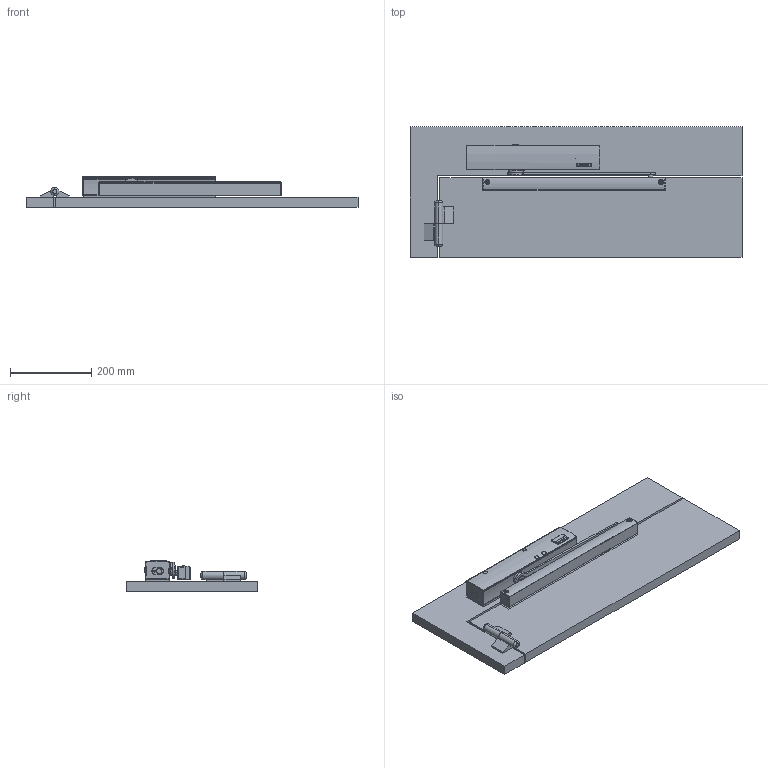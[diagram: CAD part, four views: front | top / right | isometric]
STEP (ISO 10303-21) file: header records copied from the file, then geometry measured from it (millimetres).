
FILE_DESCRIPTION(('Creo Elements/Direct Modeling STEP Export'),'2;1');
FILE_NAME('TS5000-EFS-20547-K-002_O_Montageplatte.stp','2015-05-19T11:33:17',(''),(''),'Creo Elements/Direct Modeling STEP processor for AP214 (Solid Model)','Creo Elements/Direct Modeling 17.0D 15-Jul-2011 (C) Parametric Technology GmbH','');
FILE_SCHEMA(('AUTOMOTIVE_DESIGN { 1 0 10303 214 1 1 1 1 }'));
Length unit declared in the file: millimetre
Products named in the file (14): Tueruebergangskabel_komplett.1; MONTAGEPLATTE_TS4000E_TS5000E; Fluegel; Rahmen; K_Einbau_TS5000; 91420A330.3; Schliesser; Hebel; Mitnehmer; Schieber; Gleitschiene; Endkappe; TS5000EFS; TS5000_EFS_20520-K-005
Assembly tree (16 placements, depth 3):
  TS5000_EFS_20520-K-005
    TS5000EFS
      Endkappe
      Gleitschiene
      Schieber
      Mitnehmer
      Hebel
      Schliesser
    91420A330.3  x4
    K_Einbau_TS5000
      Rahmen
      Fluegel
    MONTAGEPLATTE_TS4000E_TS5000E
    Tueruebergangskabel_komplett.1
Bounding box: 819.5 x 321.4 x 76.43 mm (x, y, z)
Volume: 7762701 mm3; surface area: 910729.2 mm2
Topology: 13 solids, 14 shells, 2784 faces, 7536 edges, 4858 vertices
Faces by surface type: plane 1272, cylinder 728, cone 543, extrusion 191, torus 38, bspline 12
Entity records: 84058 total; most frequent: CARTESIAN_POINT 31773, ORIENTED_EDGE 11322, DIRECTION 9423, EDGE_CURVE 5661, VECTOR 4211, LINE 4020, VERTEX_POINT 3724, AXIS2_PLACEMENT_3D 2606
